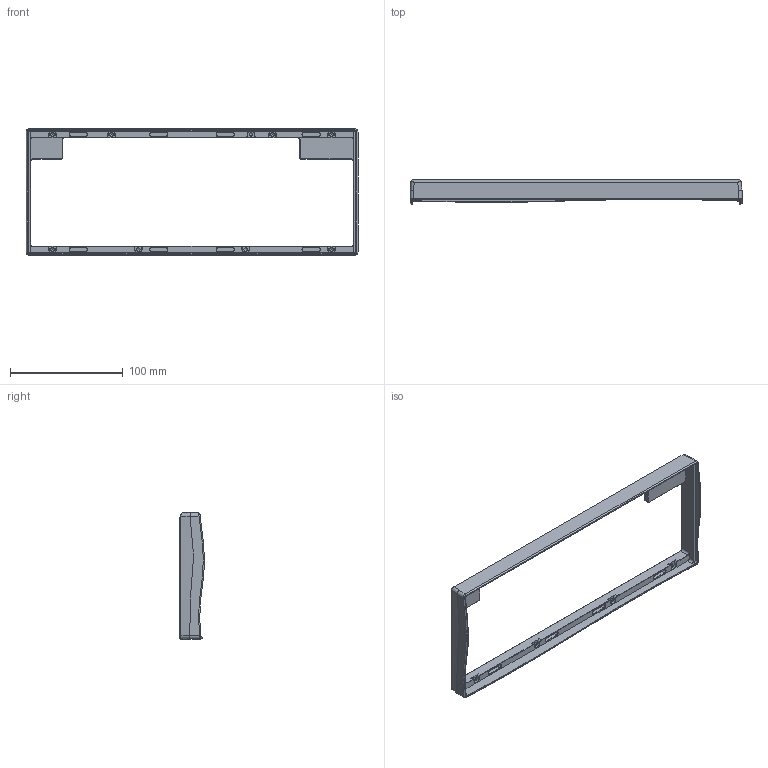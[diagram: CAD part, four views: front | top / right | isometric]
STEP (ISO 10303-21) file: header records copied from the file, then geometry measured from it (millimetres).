
FILE_DESCRIPTION(/* description */ (''),/* implementation_level */ '2;1');
FILE_NAME(/* name */ 'topcase.stp',/* time_stamp */ '2023-11-01T19:00:30-05:00',/* author */ ('Eric'),/* organization */ (''),/* preprocessor_version */ 'ST-DEVELOPER v19',/* originating_system */ 'Autodesk Inventor 2023',/* authorisation */ '');
FILE_SCHEMA (('AUTOMOTIVE_DESIGN { 1 0 10303 214 3 1 1 }'));
Length unit declared in the file: inch
Products named in the file (1): topcase
Bounding box: 294.7 x 21.84 x 112.2 mm (x, y, z)
Volume: 75122 mm3; surface area: 42766.9 mm2
Topology: 1 solids, 1 shells, 386 faces, 952 edges, 575 vertices
Faces by surface type: plane 156, cone 95, cylinder 82, bspline 53
Full cylindrical faces by diameter (mm): 3 x9
Entity records: 12682 total; most frequent: CARTESIAN_POINT 3489, ORIENTED_EDGE 1886, DIRECTION 1718, EDGE_CURVE 943, AXIS2_PLACEMENT_3D 584, VERTEX_POINT 575, LINE 550, VECTOR 550
